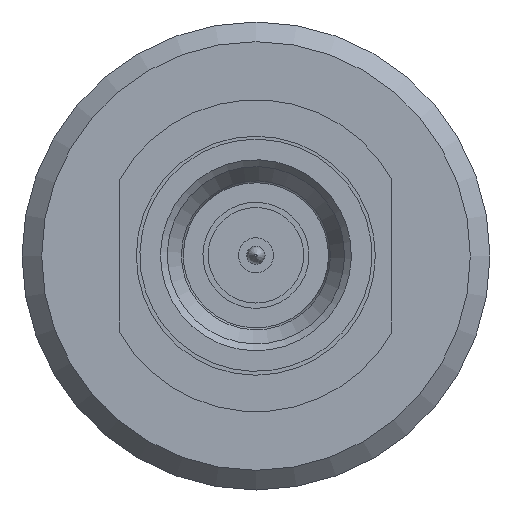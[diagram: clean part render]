
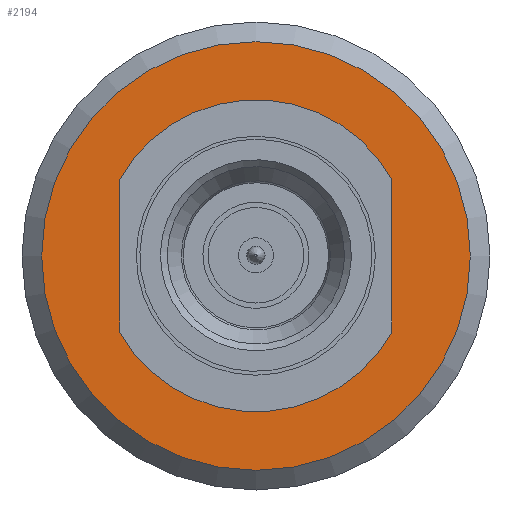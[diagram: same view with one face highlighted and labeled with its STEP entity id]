
A CAD part, left-side view. The second image highlights one B-rep face of the part: STEP entity #2194.
In plain terms, the highlighted planar face has unit normal (-1, 0, 0).
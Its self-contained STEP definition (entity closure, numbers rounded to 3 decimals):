
#124=PLANE('',#2397);
#222=FACE_OUTER_BOUND('',#354,.T.);
#354=EDGE_LOOP('',(#1506));
#797=CIRCLE('',#2396,4.363);
#940=VERTEX_POINT('',#3406);
#1162=EDGE_CURVE('',#940,#940,#797,.T.);
#1506=ORIENTED_EDGE('',*,*,#1162,.F.);
#2194=ADVANCED_FACE('',(#222),#124,.T.);
#2396=AXIS2_PLACEMENT_3D('',#3407,#2697,#2698);
#2397=AXIS2_PLACEMENT_3D('',#3409,#2700,#2701);
#2697=DIRECTION('center_axis',(1.,0.,0.));
#2698=DIRECTION('ref_axis',(0.,0.,-1.));
#2700=DIRECTION('center_axis',(-1.,0.,0.));
#2701=DIRECTION('ref_axis',(0.,0.,1.));
#3406=CARTESIAN_POINT('',(-0.5,0.026,4.456));
#3407=CARTESIAN_POINT('Origin',(-0.5,0.026,0.094));
#3409=CARTESIAN_POINT('Origin',(-0.5,2.,-4.5));
